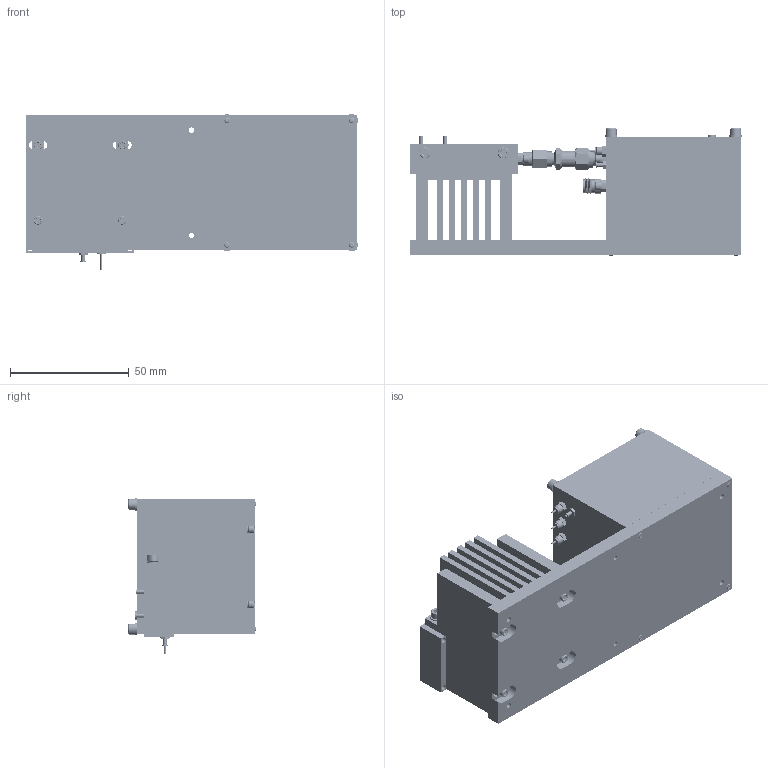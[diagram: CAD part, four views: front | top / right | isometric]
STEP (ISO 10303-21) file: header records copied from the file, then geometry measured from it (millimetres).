
FILE_DESCRIPTION (( 'STEP AP203' ), '1' );
FILE_NAME ('SOP-94310117-10-B1.STEP', '2019-04-16T00:26:24', ( '' ), ( '' ), 'SwSTEP 2.0', 'SolidWorks 2016', '' );
FILE_SCHEMA (( 'CONFIG_CONTROL_DESIGN' ));
Products named in the file (1): SOP-94310117-10-B1
Bounding box: 140.08 x 53.64 x 65.77 mm (x, y, z)
Volume: 241620.7 mm3; surface area: 78342.1 mm2
Topology: 54 solids, 54 shells, 3946 faces, 10840 edges, 7057 vertices
Faces by surface type: cylinder 2925, plane 576, cone 373, bspline 60, torus 12
Entity records: 190791 total; most frequent: CARTESIAN_POINT 105957, ORIENTED_EDGE 21576, DIRECTION 14262, EDGE_CURVE 10788, VERTEX_POINT 7057, AXIS2_PLACEMENT_3D 5107, EDGE_LOOP 4133, VECTOR 4048
